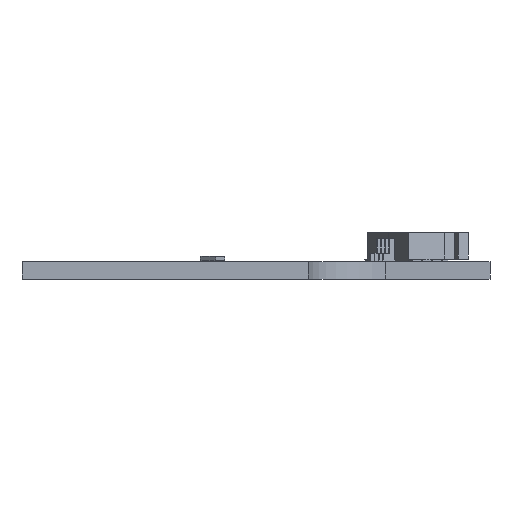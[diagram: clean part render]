
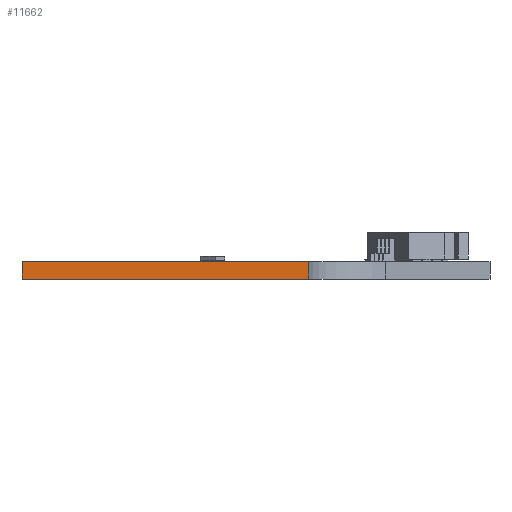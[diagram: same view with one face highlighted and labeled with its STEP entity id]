
A CAD part, front view. The second image highlights one B-rep face of the part: STEP entity #11662.
In plain terms, the highlighted planar face has unit normal (0, -1, 0).
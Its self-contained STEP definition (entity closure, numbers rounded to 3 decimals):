
#10710 = PLANE('',#10711);
#10711 = AXIS2_PLACEMENT_3D('',#10712,#10713,#10714);
#10712 = CARTESIAN_POINT('',(15.989,12.868,1.6));
#10713 = DIRECTION('',(-0.,-0.,-1.));
#10714 = DIRECTION('',(-1.,0.,0.));
#10769 = PLANE('',#10770);
#10770 = AXIS2_PLACEMENT_3D('',#10771,#10772,#10773);
#10771 = CARTESIAN_POINT('',(15.989,12.868,0.));
#10772 = DIRECTION('',(-0.,-0.,-1.));
#10773 = DIRECTION('',(-1.,0.,0.));
#10806 = PLANE('',#10807);
#10807 = AXIS2_PLACEMENT_3D('',#10808,#10809,#10810);
#10808 = CARTESIAN_POINT('',(-5.5,-5.5,0.));
#10809 = DIRECTION('',(-1.,0.,0.));
#10810 = DIRECTION('',(0.,1.,0.));
#11116 = VERTEX_POINT('',#11117);
#11117 = CARTESIAN_POINT('',(20.5,-5.5,0.));
#11131 = PLANE('',#11132);
#11132 = AXIS2_PLACEMENT_3D('',#11133,#11134,#11135);
#11133 = CARTESIAN_POINT('',(20.5,2.71,0.));
#11134 = DIRECTION('',(1.,0.,-0.));
#11135 = DIRECTION('',(0.,-1.,0.));
#11143 = EDGE_CURVE('',#11116,#11144,#11146,.T.);
#11144 = VERTEX_POINT('',#11145);
#11145 = CARTESIAN_POINT('',(-5.5,-5.5,0.));
#11146 = SURFACE_CURVE('',#11147,(#11151,#11158),.PCURVE_S1.);
#11147 = LINE('',#11148,#11149);
#11148 = CARTESIAN_POINT('',(20.5,-5.5,0.));
#11149 = VECTOR('',#11150,1.);
#11150 = DIRECTION('',(-1.,0.,0.));
#11151 = PCURVE('',#10769,#11152);
#11152 = DEFINITIONAL_REPRESENTATION('',(#11153),#11157);
#11153 = LINE('',#11154,#11155);
#11154 = CARTESIAN_POINT('',(-4.511,-18.368));
#11155 = VECTOR('',#11156,1.);
#11156 = DIRECTION('',(1.,0.));
#11157 = ( GEOMETRIC_REPRESENTATION_CONTEXT(2) 
PARAMETRIC_REPRESENTATION_CONTEXT() REPRESENTATION_CONTEXT('2D SPACE',''
  ) );
#11158 = PCURVE('',#11159,#11164);
#11159 = PLANE('',#11160);
#11160 = AXIS2_PLACEMENT_3D('',#11161,#11162,#11163);
#11161 = CARTESIAN_POINT('',(20.5,-5.5,0.));
#11162 = DIRECTION('',(0.,-1.,0.));
#11163 = DIRECTION('',(-1.,0.,0.));
#11164 = DEFINITIONAL_REPRESENTATION('',(#11165),#11169);
#11165 = LINE('',#11166,#11167);
#11166 = CARTESIAN_POINT('',(0.,-0.));
#11167 = VECTOR('',#11168,1.);
#11168 = DIRECTION('',(1.,0.));
#11169 = ( GEOMETRIC_REPRESENTATION_CONTEXT(2) 
PARAMETRIC_REPRESENTATION_CONTEXT() REPRESENTATION_CONTEXT('2D SPACE',''
  ) );
#11452 = VERTEX_POINT('',#11453);
#11453 = CARTESIAN_POINT('',(20.5,-5.5,1.6));
#11474 = EDGE_CURVE('',#11452,#11475,#11477,.T.);
#11475 = VERTEX_POINT('',#11476);
#11476 = CARTESIAN_POINT('',(-5.5,-5.5,1.6));
#11477 = SURFACE_CURVE('',#11478,(#11482,#11489),.PCURVE_S1.);
#11478 = LINE('',#11479,#11480);
#11479 = CARTESIAN_POINT('',(20.5,-5.5,1.6));
#11480 = VECTOR('',#11481,1.);
#11481 = DIRECTION('',(-1.,0.,0.));
#11482 = PCURVE('',#10710,#11483);
#11483 = DEFINITIONAL_REPRESENTATION('',(#11484),#11488);
#11484 = LINE('',#11485,#11486);
#11485 = CARTESIAN_POINT('',(-4.511,-18.368));
#11486 = VECTOR('',#11487,1.);
#11487 = DIRECTION('',(1.,0.));
#11488 = ( GEOMETRIC_REPRESENTATION_CONTEXT(2) 
PARAMETRIC_REPRESENTATION_CONTEXT() REPRESENTATION_CONTEXT('2D SPACE',''
  ) );
#11489 = PCURVE('',#11159,#11490);
#11490 = DEFINITIONAL_REPRESENTATION('',(#11491),#11495);
#11491 = LINE('',#11492,#11493);
#11492 = CARTESIAN_POINT('',(0.,-1.6));
#11493 = VECTOR('',#11494,1.);
#11494 = DIRECTION('',(1.,0.));
#11495 = ( GEOMETRIC_REPRESENTATION_CONTEXT(2) 
PARAMETRIC_REPRESENTATION_CONTEXT() REPRESENTATION_CONTEXT('2D SPACE',''
  ) );
#11612 = EDGE_CURVE('',#11144,#11475,#11613,.T.);
#11613 = SURFACE_CURVE('',#11614,(#11618,#11625),.PCURVE_S1.);
#11614 = LINE('',#11615,#11616);
#11615 = CARTESIAN_POINT('',(-5.5,-5.5,0.));
#11616 = VECTOR('',#11617,1.);
#11617 = DIRECTION('',(0.,0.,1.));
#11618 = PCURVE('',#10806,#11619);
#11619 = DEFINITIONAL_REPRESENTATION('',(#11620),#11624);
#11620 = LINE('',#11621,#11622);
#11621 = CARTESIAN_POINT('',(0.,0.));
#11622 = VECTOR('',#11623,1.);
#11623 = DIRECTION('',(0.,-1.));
#11624 = ( GEOMETRIC_REPRESENTATION_CONTEXT(2) 
PARAMETRIC_REPRESENTATION_CONTEXT() REPRESENTATION_CONTEXT('2D SPACE',''
  ) );
#11625 = PCURVE('',#11159,#11626);
#11626 = DEFINITIONAL_REPRESENTATION('',(#11627),#11631);
#11627 = LINE('',#11628,#11629);
#11628 = CARTESIAN_POINT('',(26.,0.));
#11629 = VECTOR('',#11630,1.);
#11630 = DIRECTION('',(0.,-1.));
#11631 = ( GEOMETRIC_REPRESENTATION_CONTEXT(2) 
PARAMETRIC_REPRESENTATION_CONTEXT() REPRESENTATION_CONTEXT('2D SPACE',''
  ) );
#11662 = ADVANCED_FACE('',(#11663),#11159,.T.);
#11663 = FACE_BOUND('',#11664,.T.);
#11664 = EDGE_LOOP('',(#11665,#11686,#11687,#11688));
#11665 = ORIENTED_EDGE('',*,*,#11666,.T.);
#11666 = EDGE_CURVE('',#11116,#11452,#11667,.T.);
#11667 = SURFACE_CURVE('',#11668,(#11672,#11679),.PCURVE_S1.);
#11668 = LINE('',#11669,#11670);
#11669 = CARTESIAN_POINT('',(20.5,-5.5,0.));
#11670 = VECTOR('',#11671,1.);
#11671 = DIRECTION('',(0.,0.,1.));
#11672 = PCURVE('',#11159,#11673);
#11673 = DEFINITIONAL_REPRESENTATION('',(#11674),#11678);
#11674 = LINE('',#11675,#11676);
#11675 = CARTESIAN_POINT('',(0.,-0.));
#11676 = VECTOR('',#11677,1.);
#11677 = DIRECTION('',(0.,-1.));
#11678 = ( GEOMETRIC_REPRESENTATION_CONTEXT(2) 
PARAMETRIC_REPRESENTATION_CONTEXT() REPRESENTATION_CONTEXT('2D SPACE',''
  ) );
#11679 = PCURVE('',#11131,#11680);
#11680 = DEFINITIONAL_REPRESENTATION('',(#11681),#11685);
#11681 = LINE('',#11682,#11683);
#11682 = CARTESIAN_POINT('',(8.21,0.));
#11683 = VECTOR('',#11684,1.);
#11684 = DIRECTION('',(0.,-1.));
#11685 = ( GEOMETRIC_REPRESENTATION_CONTEXT(2) 
PARAMETRIC_REPRESENTATION_CONTEXT() REPRESENTATION_CONTEXT('2D SPACE',''
  ) );
#11686 = ORIENTED_EDGE('',*,*,#11474,.T.);
#11687 = ORIENTED_EDGE('',*,*,#11612,.F.);
#11688 = ORIENTED_EDGE('',*,*,#11143,.F.);
